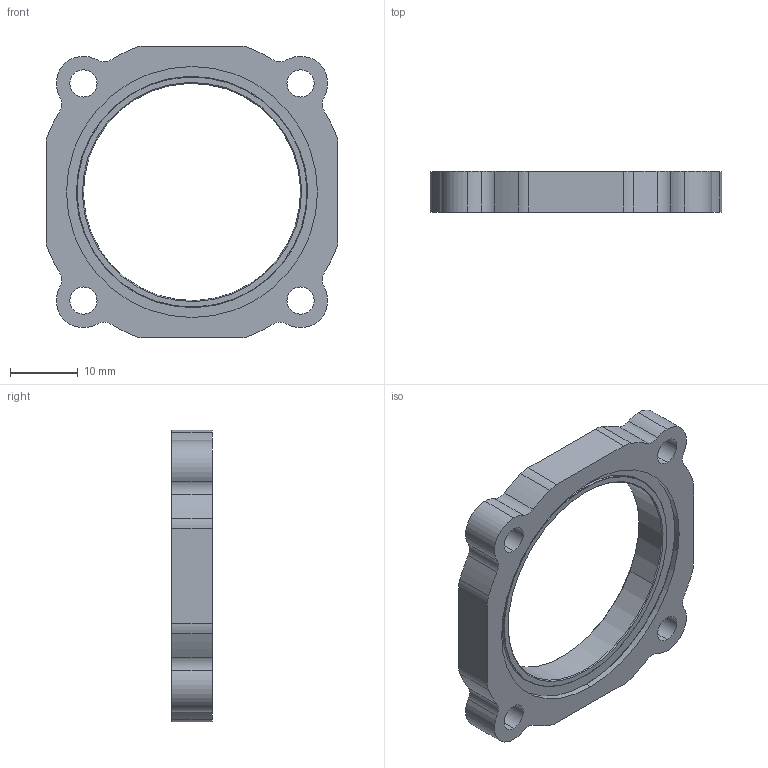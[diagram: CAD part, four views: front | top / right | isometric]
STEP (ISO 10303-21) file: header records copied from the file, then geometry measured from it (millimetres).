
FILE_DESCRIPTION (( 'STEP AP203' ), '1' );
FILE_NAME ('1603-0032-0032 assembly.STEP', '2018-02-12T17:12:36', ( '' ), ( '' ), 'SwSTEP 2.0', 'SolidWorks 2016', '' );
FILE_SCHEMA (( 'CONFIG_CONTROL_DESIGN' ));
Length unit declared in the file: inch
Products named in the file (3): 1601-0039-00032; 1603-0032-0032; 1603-0032-0032 assembly
Assembly tree (2 placements, depth 2):
  1603-0032-0032 assembly
    1603-0032-0032
    1601-0039-00032
Bounding box: 43 x 6 x 43 mm (x, y, z)
Volume: 4504.8 mm3; surface area: 5584.5 mm2
Topology: 2 solids, 2 shells, 100 faces, 242 edges, 156 vertices
Faces by surface type: cylinder 66, plane 18, cone 16
Entity records: 3321 total; most frequent: DIRECTION 600, CARTESIAN_POINT 503, ORIENTED_EDGE 484, AXIS2_PLACEMENT_3D 253, EDGE_CURVE 242, VERTEX_POINT 156, CIRCLE 148, EDGE_LOOP 122
